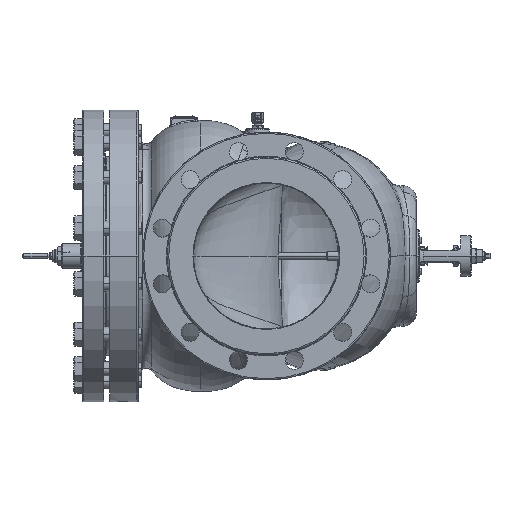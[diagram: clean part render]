
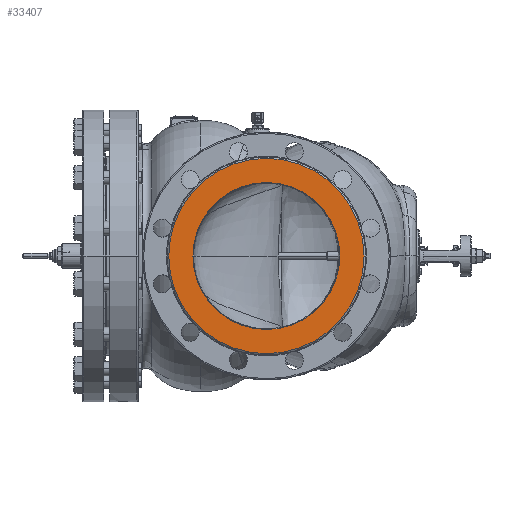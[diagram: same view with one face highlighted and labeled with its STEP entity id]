
A CAD part, left-side view. The second image highlights one B-rep face of the part: STEP entity #33407.
In plain terms, the highlighted planar face has unit normal (-1, 0, 0).
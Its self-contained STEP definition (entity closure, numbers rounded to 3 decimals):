
#257=CARTESIAN_POINT('',(-365.,0.,0.));
#258=DIRECTION('',(1.,0.,0.));
#259=DIRECTION('',(0.,1.,0.));
#260=AXIS2_PLACEMENT_3D('',#257,#258,#259);
#262=CARTESIAN_POINT('',(-365.,0.,0.));
#263=DIRECTION('',(1.,0.,0.));
#264=DIRECTION('',(0.,-1.,0.));
#265=AXIS2_PLACEMENT_3D('',#262,#263,#264);
#15352=CARTESIAN_POINT('',(-365.,0.,0.));
#15353=DIRECTION('',(1.,0.,0.));
#15354=DIRECTION('',(0.,-1.,0.));
#15355=AXIS2_PLACEMENT_3D('',#15352,#15353,#15354);
#15426=CARTESIAN_POINT('',(-365.,0.,0.));
#15427=DIRECTION('',(1.,0.,0.));
#15428=DIRECTION('',(0.,1.,0.));
#15429=AXIS2_PLACEMENT_3D('',#15426,#15427,#15428);
#30610=CARTESIAN_POINT('',(-365.,126.,0.));
#30611=CARTESIAN_POINT('',(-365.,-126.,0.));
#30612=VERTEX_POINT('',#30610);
#30613=VERTEX_POINT('',#30611);
#30814=CARTESIAN_POINT('',(-365.,167.5,0.));
#30815=CARTESIAN_POINT('',(-365.,-167.5,0.));
#30816=VERTEX_POINT('',#30814);
#30817=VERTEX_POINT('',#30815);
#33391=CARTESIAN_POINT('',(-365.,0.,0.));
#33392=DIRECTION('',(1.,0.,0.));
#33393=DIRECTION('',(0.,-1.,0.));
#33394=AXIS2_PLACEMENT_3D('',#33391,#33392,#33393);
#33395=PLANE('',#33394);
#33397=ORIENTED_EDGE('',*,*,#33396,.T.);
#33399=ORIENTED_EDGE('',*,*,#33398,.T.);
#33400=EDGE_LOOP('',(#33397,#33399));
#33401=FACE_OUTER_BOUND('',#33400,.F.);
#33402=ORIENTED_EDGE('',*,*,#33378,.F.);
#33404=ORIENTED_EDGE('',*,*,#33403,.F.);
#33405=EDGE_LOOP('',(#33402,#33404));
#33406=FACE_BOUND('',#33405,.F.);
#261=CIRCLE('',#260,126.);
#266=CIRCLE('',#265,126.);
#15356=CIRCLE('',#15355,167.5);
#15430=CIRCLE('',#15429,167.5);
#33378=EDGE_CURVE('',#30612,#30613,#261,.T.);
#33396=EDGE_CURVE('',#30816,#30817,#15430,.T.);
#33398=EDGE_CURVE('',#30817,#30816,#15356,.T.);
#33403=EDGE_CURVE('',#30613,#30612,#266,.T.);
#33407=ADVANCED_FACE('',(#33401,#33406),#33395,.F.);
